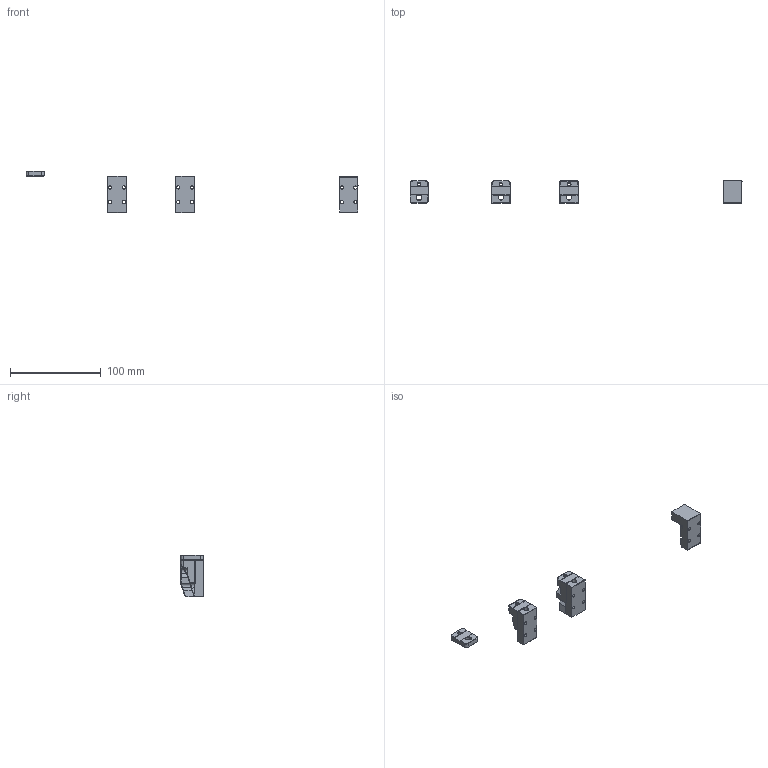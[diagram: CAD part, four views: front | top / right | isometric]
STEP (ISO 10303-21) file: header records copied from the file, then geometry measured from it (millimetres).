
FILE_DESCRIPTION(/* description */ (''),/* implementation_level */ '2;1');
FILE_NAME(/* name */ 'Fixed_2.4_Z_Joint.step',/* time_stamp */ '2023-04-18T21:34:21-06:00',/* author */ (''),/* organization */ (''),/* preprocessor_version */ 'ST-DEVELOPER v19.2',/* originating_system */ 'Autodesk Translation Framework v12.4.0.73',/* authorisation */ '');
FILE_SCHEMA (('AUTOMOTIVE_DESIGN { 1 0 10303 214 3 1 1 }'));
Length unit declared in the file: millimetre
Products named in the file (3): Fixed Z Joint; Component2; For Y Endstop
Assembly tree (2 placements, depth 2):
  Fixed Z Joint
    Component2
    For Y Endstop
Bounding box: 365.32 x 25.05 x 46.08 mm (x, y, z)
Volume: 41089.2 mm3; surface area: 18283.5 mm2
Topology: 6 solids, 6 shells, 405 faces, 1054 edges, 649 vertices
Faces by surface type: plane 200, cylinder 91, bspline 71, cone 35, torus 4, sphere 4
Full cylindrical faces by diameter (mm): 3.4 x3, 3.5 x12, 6 x1
Entity records: 17242 total; most frequent: CARTESIAN_POINT 7508, ORIENTED_EDGE 2098, DIRECTION 1864, EDGE_CURVE 1049, VERTEX_POINT 649, LINE 628, VECTOR 628, AXIS2_PLACEMENT_3D 618
